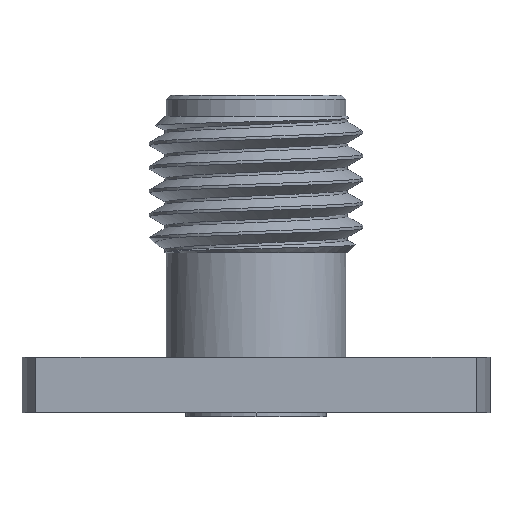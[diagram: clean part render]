
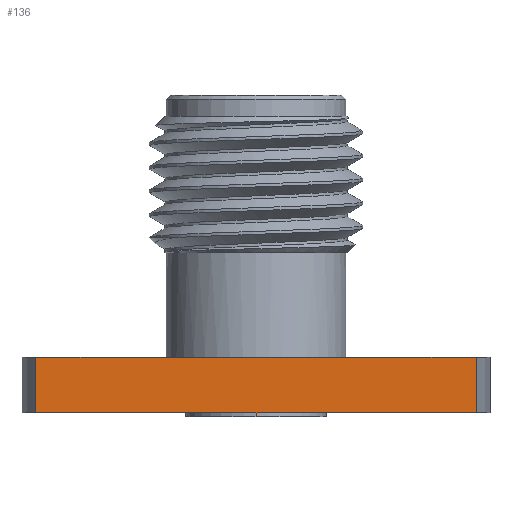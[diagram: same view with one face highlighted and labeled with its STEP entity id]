
A CAD part, left-side view. The second image highlights one B-rep face of the part: STEP entity #136.
In plain terms, the highlighted planar face has unit normal (-1, 0, 0).
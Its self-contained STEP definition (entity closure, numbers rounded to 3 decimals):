
#21 = CARTESIAN_POINT ( 'NONE',  ( -2.415, 6.554, -1.65 ) ) ;
#26 = VERTEX_POINT ( 'NONE', #3292 ) ;
#75 = DIRECTION ( 'NONE',  ( 0., 0., 1. ) ) ;
#136 = ADVANCED_FACE ( 'NONE', ( #665 ), #1149, .T. ) ;
#185 = CARTESIAN_POINT ( 'NONE',  ( -2.415, -6.554, -1.65 ) ) ;
#205 = ORIENTED_EDGE ( 'NONE', *, *, #2443, .T. ) ;
#243 = ORIENTED_EDGE ( 'NONE', *, *, #3049, .T. ) ;
#305 = CARTESIAN_POINT ( 'NONE',  ( -2.415, -6.554, 0. ) ) ;
#312 = DIRECTION ( 'NONE',  ( -1., 0., 0. ) ) ;
#665 = FACE_OUTER_BOUND ( 'NONE', #915, .T. ) ;
#731 = CARTESIAN_POINT ( 'NONE',  ( -2.415, 6.554, -1.65 ) ) ;
#859 = DIRECTION ( 'NONE',  ( 0., 0., 1. ) ) ;
#915 = EDGE_LOOP ( 'NONE', ( #4622, #4569, #243, #205, #2626, #4137 ) ) ;
#948 = VECTOR ( 'NONE', #2349, 1000. ) ;
#1066 = LINE ( 'NONE', #21, #3679 ) ;
#1149 = PLANE ( 'NONE',  #3456 ) ;
#1246 = VECTOR ( 'NONE', #1778, 1000. ) ;
#1305 = EDGE_CURVE ( 'NONE', #3866, #4515, #2766, .T. ) ;
#1344 = LINE ( 'NONE', #3190, #1246 ) ;
#1441 = VERTEX_POINT ( 'NONE', #3602 ) ;
#1613 = CARTESIAN_POINT ( 'NONE',  ( -2.415, -6.554, 0. ) ) ;
#1682 = EDGE_CURVE ( 'NONE', #3377, #26, #1066, .T. ) ;
#1778 = DIRECTION ( 'NONE',  ( 0., -1., 0. ) ) ;
#1791 = VECTOR ( 'NONE', #2394, 1000. ) ;
#2146 = CARTESIAN_POINT ( 'NONE',  ( -2.415, 1.15, 0. ) ) ;
#2349 = DIRECTION ( 'NONE',  ( 0., -1., 0. ) ) ;
#2394 = DIRECTION ( 'NONE',  ( 0., -1., 0. ) ) ;
#2443 = EDGE_CURVE ( 'NONE', #1441, #4515, #4217, .T. ) ;
#2626 = ORIENTED_EDGE ( 'NONE', *, *, #1305, .F. ) ;
#2674 = LINE ( 'NONE', #2811, #1791 ) ;
#2744 = VERTEX_POINT ( 'NONE', #2146 ) ;
#2766 = LINE ( 'NONE', #1613, #948 ) ;
#2811 = CARTESIAN_POINT ( 'NONE',  ( -2.415, -6.554, -1.65 ) ) ;
#3049 = EDGE_CURVE ( 'NONE', #3377, #1441, #2674, .T. ) ;
#3065 = CARTESIAN_POINT ( 'NONE',  ( -2.415, -6.554, -1.65 ) ) ;
#3190 = CARTESIAN_POINT ( 'NONE',  ( -2.415, -6.554, 0. ) ) ;
#3196 = DIRECTION ( 'NONE',  ( 0., -1., 0. ) ) ;
#3213 = EDGE_CURVE ( 'NONE', #26, #2744, #1344, .T. ) ;
#3292 = CARTESIAN_POINT ( 'NONE',  ( -2.415, 6.554, 0. ) ) ;
#3377 = VERTEX_POINT ( 'NONE', #731 ) ;
#3456 = AXIS2_PLACEMENT_3D ( 'NONE', #185, #312, #3613 ) ;
#3602 = CARTESIAN_POINT ( 'NONE',  ( -2.415, -6.554, -1.65 ) ) ;
#3613 = DIRECTION ( 'NONE',  ( 0., 0., 1. ) ) ;
#3679 = VECTOR ( 'NONE', #75, 1000. ) ;
#3859 = VECTOR ( 'NONE', #3196, 1000. ) ;
#3866 = VERTEX_POINT ( 'NONE', #4580 ) ;
#4024 = EDGE_CURVE ( 'NONE', #2744, #3866, #4493, .T. ) ;
#4137 = ORIENTED_EDGE ( 'NONE', *, *, #4024, .F. ) ;
#4217 = LINE ( 'NONE', #3065, #4617 ) ;
#4493 = LINE ( 'NONE', #305, #3859 ) ;
#4515 = VERTEX_POINT ( 'NONE', #4730 ) ;
#4569 = ORIENTED_EDGE ( 'NONE', *, *, #1682, .F. ) ;
#4580 = CARTESIAN_POINT ( 'NONE',  ( -2.415, -1.15, 0. ) ) ;
#4617 = VECTOR ( 'NONE', #859, 1000. ) ;
#4622 = ORIENTED_EDGE ( 'NONE', *, *, #3213, .F. ) ;
#4730 = CARTESIAN_POINT ( 'NONE',  ( -2.415, -6.554, 0. ) ) ;
